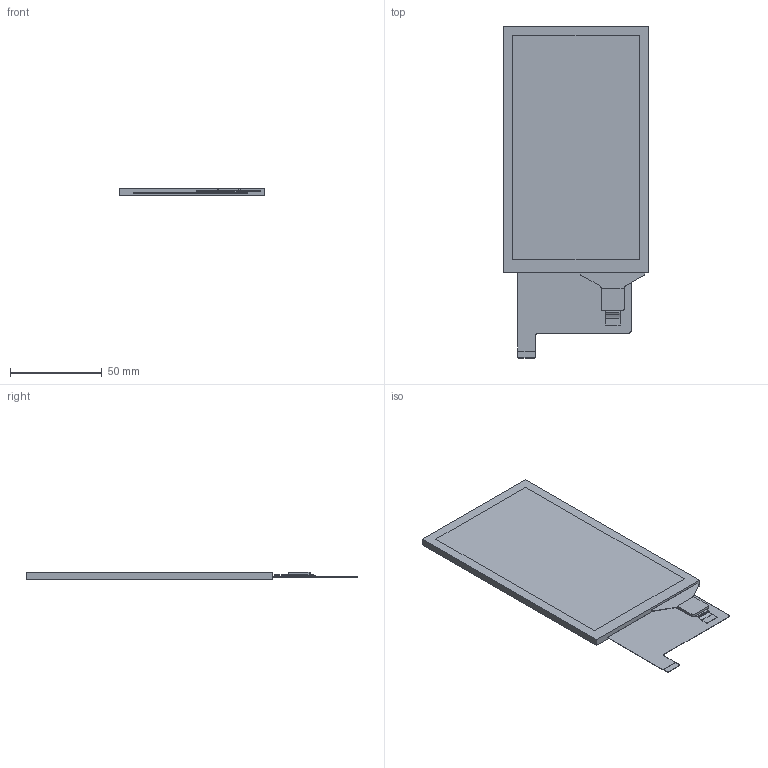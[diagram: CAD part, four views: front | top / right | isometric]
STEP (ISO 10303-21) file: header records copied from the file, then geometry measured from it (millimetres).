
FILE_DESCRIPTION(('FreeCAD Model'),'2;1');
FILE_NAME('Open CASCADE Shape Model','2025-08-14T15:45:59',(''),(''), 'Open CASCADE STEP processor 7.9','FreeCAD','Unknown');
FILE_SCHEMA(('AUTOMOTIVE_DESIGN { 1 0 10303 214 1 1 1 1 }'));
Length unit declared in the file: millimetre
Products named in the file (8): main-straight; ribbon-stuff001; ribbon-cable-back001; ribbon-cable-lcd001; component area001; connector001; screen-glass001; screen-body001
Assembly tree (7 placements, depth 3):
  main-straight
    ribbon-stuff001
      ribbon-cable-back001
      ribbon-cable-lcd001
      component area001
      connector001
    screen-glass001
    screen-body001
Bounding box: 79.24 x 180.54 x 4 mm (x, y, z)
Volume: 42117.7 mm3; surface area: 46207.4 mm2
Topology: 6 solids, 6 shells, 77 faces, 192 edges, 128 vertices
Faces by surface type: plane 55, cylinder 22
Entity records: 2481 total; most frequent: DIRECTION 406, CARTESIAN_POINT 405, ORIENTED_EDGE 384, EDGE_CURVE 192, LINE 148, VECTOR 148, AXIS2_PLACEMENT_3D 129, VERTEX_POINT 128
